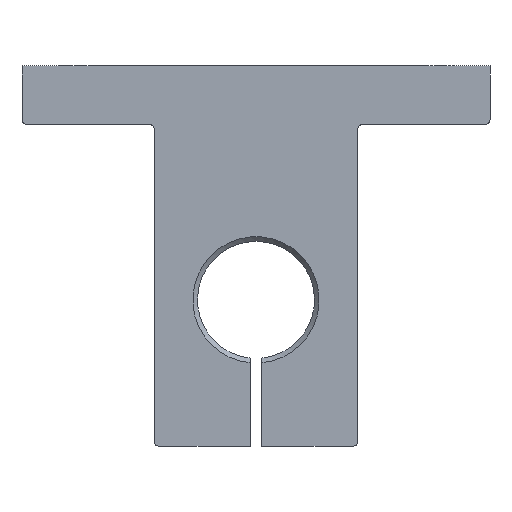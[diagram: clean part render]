
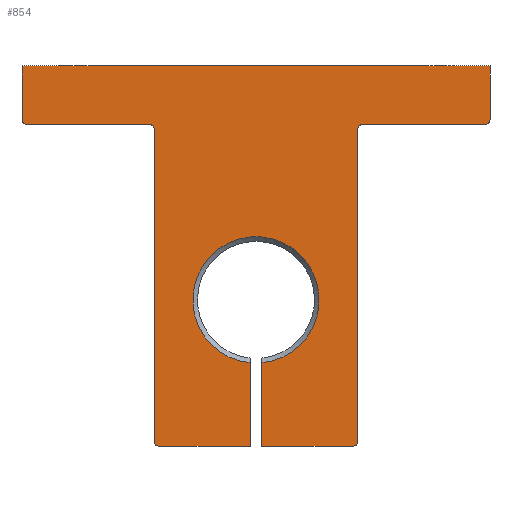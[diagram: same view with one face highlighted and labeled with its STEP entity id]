
A CAD part, front view. The second image highlights one B-rep face of the part: STEP entity #854.
In plain terms, the highlighted planar face has unit normal (0, -1, 0).
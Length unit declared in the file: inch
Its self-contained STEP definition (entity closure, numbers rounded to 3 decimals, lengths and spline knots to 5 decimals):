
#6 = VERTEX_POINT ( 'NONE', #862 ) ;
#18 = VERTEX_POINT ( 'NONE', #460 ) ;
#20 = LINE ( 'NONE', #1035, #1074 ) ;
#22 = CARTESIAN_POINT ( 'NONE',  ( -0.025, 0., -1.625 ) ) ;
#26 = DIRECTION ( 'NONE',  ( 0., 0., -1. ) ) ;
#33 = VECTOR ( 'NONE', #758, 39.37008 ) ;
#36 = DIRECTION ( 'NONE',  ( 0., 1., 0. ) ) ;
#45 = LINE ( 'NONE', #310, #309 ) ;
#74 = VERTEX_POINT ( 'NONE', #653 ) ;
#76 = CARTESIAN_POINT ( 'NONE',  ( 0., 0., -1. ) ) ;
#93 = VERTEX_POINT ( 'NONE', #687 ) ;
#98 = ORIENTED_EDGE ( 'NONE', *, *, #1070, .F. ) ;
#110 = LINE ( 'NONE', #477, #130 ) ;
#114 = ORIENTED_EDGE ( 'NONE', *, *, #802, .F. ) ;
#116 = CARTESIAN_POINT ( 'NONE',  ( 1., 0., 0. ) ) ;
#125 = DIRECTION ( 'NONE',  ( 0., 1., 0. ) ) ;
#127 = VECTOR ( 'NONE', #528, 39.37008 ) ;
#130 = VECTOR ( 'NONE', #955, 39.37008 ) ;
#151 = VECTOR ( 'NONE', #1050, 39.37008 ) ;
#155 = EDGE_CURVE ( 'NONE', #157, #337, #45, .T. ) ;
#157 = VERTEX_POINT ( 'NONE', #677 ) ;
#184 = CARTESIAN_POINT ( 'NONE',  ( -0.415, 0., -1.625 ) ) ;
#192 = ORIENTED_EDGE ( 'NONE', *, *, #257, .F. ) ;
#217 = AXIS2_PLACEMENT_3D ( 'NONE', #76, #807, #716 ) ;
#232 = LINE ( 'NONE', #424, #623 ) ;
#236 = CIRCLE ( 'NONE', #1186, 0.02 ) ;
#238 = AXIS2_PLACEMENT_3D ( 'NONE', #846, #1144, #656 ) ;
#257 = EDGE_CURVE ( 'NONE', #558, #93, #798, .T. ) ;
#260 = LINE ( 'NONE', #631, #1090 ) ;
#295 = CARTESIAN_POINT ( 'NONE',  ( -0.435, 0., -1.605 ) ) ;
#302 = DIRECTION ( 'NONE',  ( 0., 0., 1. ) ) ;
#307 = PLANE ( 'NONE',  #587 ) ;
#309 = VECTOR ( 'NONE', #502, 39.37008 ) ;
#310 = CARTESIAN_POINT ( 'NONE',  ( 0.455, 0., -0.25 ) ) ;
#326 = ORIENTED_EDGE ( 'NONE', *, *, #1119, .F. ) ;
#337 = VERTEX_POINT ( 'NONE', #641 ) ;
#338 = DIRECTION ( 'NONE',  ( -1., 0., 0. ) ) ;
#351 = ORIENTED_EDGE ( 'NONE', *, *, #416, .F. ) ;
#356 = ORIENTED_EDGE ( 'NONE', *, *, #809, .F. ) ;
#366 = CARTESIAN_POINT ( 'NONE',  ( 0.435, 0., -0.27 ) ) ;
#387 = AXIS2_PLACEMENT_3D ( 'NONE', #777, #125, #454 ) ;
#392 = EDGE_CURVE ( 'NONE', #74, #18, #757, .T. ) ;
#396 = ORIENTED_EDGE ( 'NONE', *, *, #1111, .F. ) ;
#399 = DIRECTION ( 'NONE',  ( 0., 0., -1. ) ) ;
#416 = EDGE_CURVE ( 'NONE', #93, #1079, #236, .T. ) ;
#417 = VERTEX_POINT ( 'NONE', #956 ) ;
#423 = CARTESIAN_POINT ( 'NONE',  ( -0.98, 0., -0.23 ) ) ;
#424 = CARTESIAN_POINT ( 'NONE',  ( 1., 0., -0.23 ) ) ;
#454 = DIRECTION ( 'NONE',  ( 0., 0., -1. ) ) ;
#460 = CARTESIAN_POINT ( 'NONE',  ( -1., 0., -0.23 ) ) ;
#464 = CIRCLE ( 'NONE', #720, 0.02 ) ;
#467 = EDGE_LOOP ( 'NONE', ( #1191, #892, #837, #1159, #785, #396, #735, #937, #98, #1091, #326, #356, #850, #827, #114, #1143, #351, #192 ) ) ;
#476 = VERTEX_POINT ( 'NONE', #500 ) ;
#477 = CARTESIAN_POINT ( 'NONE',  ( -0.455, 0., -0.25 ) ) ;
#479 = CARTESIAN_POINT ( 'NONE',  ( 0.415, 0., -1.605 ) ) ;
#500 = CARTESIAN_POINT ( 'NONE',  ( 0.415, 0., -1.625 ) ) ;
#502 = DIRECTION ( 'NONE',  ( -1., 0., 0. ) ) ;
#503 = VERTEX_POINT ( 'NONE', #592 ) ;
#528 = DIRECTION ( 'NONE',  ( -1., 0., 0. ) ) ;
#546 = CARTESIAN_POINT ( 'NONE',  ( 1., 0., 0. ) ) ;
#547 = DIRECTION ( 'NONE',  ( 0., 0., 1. ) ) ;
#552 = CARTESIAN_POINT ( 'NONE',  ( -0.025, 0., -1.26884 ) ) ;
#555 = DIRECTION ( 'NONE',  ( 0., 0., -1. ) ) ;
#558 = VERTEX_POINT ( 'NONE', #22 ) ;
#561 = CIRCLE ( 'NONE', #238, 0.02 ) ;
#587 = AXIS2_PLACEMENT_3D ( 'NONE', #423, #881, #399 ) ;
#592 = CARTESIAN_POINT ( 'NONE',  ( 0.025, 0., -1.26884 ) ) ;
#594 = CARTESIAN_POINT ( 'NONE',  ( -0.435, 0., -0.27 ) ) ;
#605 = EDGE_CURVE ( 'NONE', #736, #503, #1153, .T. ) ;
#612 = EDGE_CURVE ( 'NONE', #1053, #821, #232, .T. ) ;
#617 = DIRECTION ( 'NONE',  ( 0., 0., -1. ) ) ;
#620 = DIRECTION ( 'NONE',  ( 0., 0., 1. ) ) ;
#623 = VECTOR ( 'NONE', #617, 39.37008 ) ;
#631 = CARTESIAN_POINT ( 'NONE',  ( -0.415, 0., -1.625 ) ) ;
#635 = EDGE_CURVE ( 'NONE', #503, #6, #830, .T. ) ;
#641 = CARTESIAN_POINT ( 'NONE',  ( 0.455, 0., -0.25 ) ) ;
#653 = CARTESIAN_POINT ( 'NONE',  ( -0.98, 0., -0.25 ) ) ;
#656 = DIRECTION ( 'NONE',  ( 0., 0., -1. ) ) ;
#663 = DIRECTION ( 'NONE',  ( 0., 0., -1. ) ) ;
#669 = CARTESIAN_POINT ( 'NONE',  ( 1., 0., -0.23 ) ) ;
#672 = EDGE_CURVE ( 'NONE', #736, #558, #1025, .T. ) ;
#677 = CARTESIAN_POINT ( 'NONE',  ( 0.98, 0., -0.25 ) ) ;
#687 = CARTESIAN_POINT ( 'NONE',  ( -0.415, 0., -1.625 ) ) ;
#707 = EDGE_CURVE ( 'NONE', #1079, #834, #1101, .T. ) ;
#716 = DIRECTION ( 'NONE',  ( 0., 0., -1. ) ) ;
#720 = AXIS2_PLACEMENT_3D ( 'NONE', #1042, #970, #302 ) ;
#735 = ORIENTED_EDGE ( 'NONE', *, *, #992, .F. ) ;
#736 = VERTEX_POINT ( 'NONE', #552 ) ;
#742 = VERTEX_POINT ( 'NONE', #366 ) ;
#757 = CIRCLE ( 'NONE', #387, 0.02 ) ;
#758 = DIRECTION ( 'NONE',  ( 1., 0., 0. ) ) ;
#777 = CARTESIAN_POINT ( 'NONE',  ( -0.98, 0., -0.23 ) ) ;
#779 = CARTESIAN_POINT ( 'NONE',  ( -1., 0., 0. ) ) ;
#785 = ORIENTED_EDGE ( 'NONE', *, *, #843, .F. ) ;
#797 = VECTOR ( 'NONE', #555, 39.37008 ) ;
#798 = LINE ( 'NONE', #184, #127 ) ;
#802 = EDGE_CURVE ( 'NONE', #834, #417, #464, .T. ) ;
#807 = DIRECTION ( 'NONE',  ( 0., 1., 0. ) ) ;
#809 = EDGE_CURVE ( 'NONE', #18, #884, #868, .T. ) ;
#820 = AXIS2_PLACEMENT_3D ( 'NONE', #479, #1128, #663 ) ;
#821 = VERTEX_POINT ( 'NONE', #669 ) ;
#827 = ORIENTED_EDGE ( 'NONE', *, *, #1067, .F. ) ;
#830 = LINE ( 'NONE', #1122, #797 ) ;
#834 = VERTEX_POINT ( 'NONE', #594 ) ;
#835 = CARTESIAN_POINT ( 'NONE',  ( -0.435, 0., -0.27 ) ) ;
#837 = ORIENTED_EDGE ( 'NONE', *, *, #635, .T. ) ;
#843 = EDGE_CURVE ( 'NONE', #1003, #476, #875, .T. ) ;
#846 = CARTESIAN_POINT ( 'NONE',  ( 0.98, 0., -0.23 ) ) ;
#850 = ORIENTED_EDGE ( 'NONE', *, *, #392, .F. ) ;
#854 = ADVANCED_FACE ( 'NONE', ( #962 ), #307, .T. ) ;
#860 = CARTESIAN_POINT ( 'NONE',  ( -0.415, 0., -1.605 ) ) ;
#862 = CARTESIAN_POINT ( 'NONE',  ( 0.025, 0., -1.625 ) ) ;
#868 = LINE ( 'NONE', #779, #151 ) ;
#875 = CIRCLE ( 'NONE', #820, 0.02 ) ;
#881 = DIRECTION ( 'NONE',  ( 0., -1., 0. ) ) ;
#884 = VERTEX_POINT ( 'NONE', #1146 ) ;
#892 = ORIENTED_EDGE ( 'NONE', *, *, #605, .T. ) ;
#911 = AXIS2_PLACEMENT_3D ( 'NONE', #1085, #1180, #620 ) ;
#937 = ORIENTED_EDGE ( 'NONE', *, *, #155, .F. ) ;
#940 = LINE ( 'NONE', #116, #33 ) ;
#955 = DIRECTION ( 'NONE',  ( -1., 0., 0. ) ) ;
#956 = CARTESIAN_POINT ( 'NONE',  ( -0.455, 0., -0.25 ) ) ;
#962 = FACE_OUTER_BOUND ( 'NONE', #467, .T. ) ;
#970 = DIRECTION ( 'NONE',  ( 0., -1., 0. ) ) ;
#992 = EDGE_CURVE ( 'NONE', #337, #742, #1032, .T. ) ;
#1000 = CARTESIAN_POINT ( 'NONE',  ( 0.435, 0., -1.605 ) ) ;
#1001 = DIRECTION ( 'NONE',  ( 0., 0., -1. ) ) ;
#1003 = VERTEX_POINT ( 'NONE', #1000 ) ;
#1018 = EDGE_CURVE ( 'NONE', #476, #6, #260, .T. ) ;
#1025 = LINE ( 'NONE', #1187, #1087 ) ;
#1030 = VECTOR ( 'NONE', #547, 39.37008 ) ;
#1032 = CIRCLE ( 'NONE', #911, 0.02 ) ;
#1035 = CARTESIAN_POINT ( 'NONE',  ( 0.435, 0., -1.605 ) ) ;
#1042 = CARTESIAN_POINT ( 'NONE',  ( -0.455, 0., -0.27 ) ) ;
#1050 = DIRECTION ( 'NONE',  ( 0., 0., 1. ) ) ;
#1053 = VERTEX_POINT ( 'NONE', #546 ) ;
#1067 = EDGE_CURVE ( 'NONE', #417, #74, #110, .T. ) ;
#1070 = EDGE_CURVE ( 'NONE', #821, #157, #561, .T. ) ;
#1074 = VECTOR ( 'NONE', #26, 39.37008 ) ;
#1079 = VERTEX_POINT ( 'NONE', #295 ) ;
#1085 = CARTESIAN_POINT ( 'NONE',  ( 0.455, 0., -0.27 ) ) ;
#1087 = VECTOR ( 'NONE', #1001, 39.37008 ) ;
#1090 = VECTOR ( 'NONE', #338, 39.37008 ) ;
#1091 = ORIENTED_EDGE ( 'NONE', *, *, #612, .F. ) ;
#1101 = LINE ( 'NONE', #835, #1030 ) ;
#1111 = EDGE_CURVE ( 'NONE', #742, #1003, #20, .T. ) ;
#1119 = EDGE_CURVE ( 'NONE', #884, #1053, #940, .T. ) ;
#1122 = CARTESIAN_POINT ( 'NONE',  ( 0.025, 0., 0.00004 ) ) ;
#1128 = DIRECTION ( 'NONE',  ( 0., 1., 0. ) ) ;
#1143 = ORIENTED_EDGE ( 'NONE', *, *, #707, .F. ) ;
#1144 = DIRECTION ( 'NONE',  ( 0., 1., 0. ) ) ;
#1145 = DIRECTION ( 'NONE',  ( 0., 0., 1. ) ) ;
#1146 = CARTESIAN_POINT ( 'NONE',  ( -1., 0., 0. ) ) ;
#1153 = CIRCLE ( 'NONE', #217, 0.27 ) ;
#1159 = ORIENTED_EDGE ( 'NONE', *, *, #1018, .F. ) ;
#1180 = DIRECTION ( 'NONE',  ( 0., -1., 0. ) ) ;
#1186 = AXIS2_PLACEMENT_3D ( 'NONE', #860, #36, #1145 ) ;
#1187 = CARTESIAN_POINT ( 'NONE',  ( -0.025, 0., 0.00004 ) ) ;
#1191 = ORIENTED_EDGE ( 'NONE', *, *, #672, .F. ) ;
